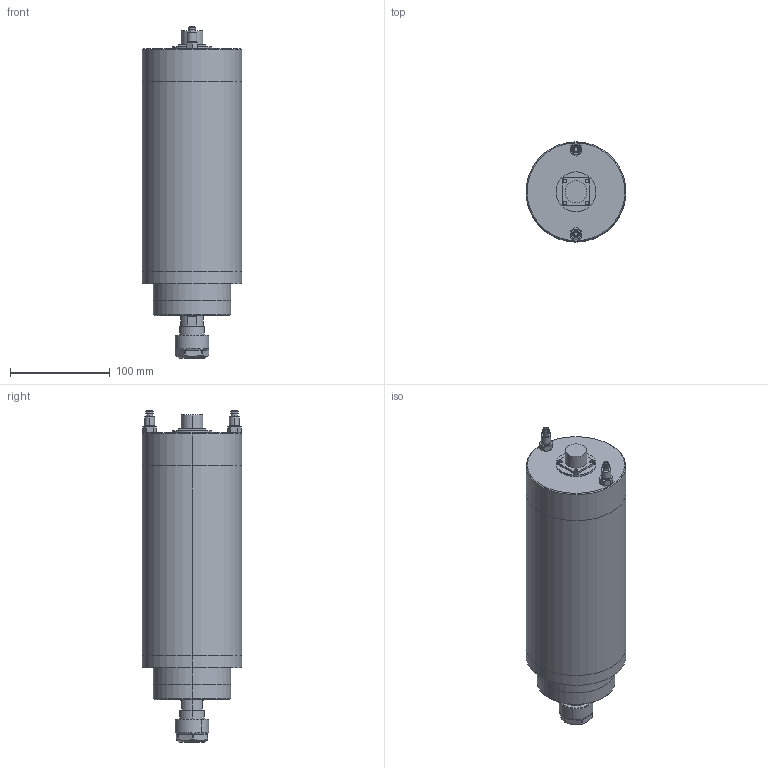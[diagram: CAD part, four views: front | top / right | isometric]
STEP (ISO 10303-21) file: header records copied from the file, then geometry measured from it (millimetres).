
FILE_DESCRIPTION (( 'STEP AP214' ), '1' );
FILE_NAME ('GDZ100-24Z-3.STEP', '2021-05-07T00:43:40', ( '萇齟' ), ( '' ), 'SwSTEP 2.0', 'SolidWorks 2018', '' );
FILE_SCHEMA (( 'AUTOMOTIVE_DESIGN' ));
Length unit declared in the file: millimetre
Products named in the file (11): ER20蹟簽; GDZ100-24Z-3.2滅鳥裔; GDZ100-24Z-3.2堤盄釱; GDZ100-24Z-3.2前螺母; ER20 粟俶芠標; 堤盄釱脣芛28x28; GDZ100-24Z-3.2粣創釱; GDZ100-24Z-3; GDZ100-24Z-3.2粣芛; 阨郲30.5ㄗM8ㄘ; GDZ100-24Z-3.2儂褲
Assembly tree (11 placements, depth 2):
  GDZ100-24Z-3
    GDZ100-24Z-3.2儂褲
    GDZ100-24Z-3.2堤盄釱
    GDZ100-24Z-3.2粣創釱
    GDZ100-24Z-3.2滅鳥裔
    GDZ100-24Z-3.2粣芛
    GDZ100-24Z-3.2前螺母
    ER20 粟俶芠標
    ER20蹟簽
    堤盄釱脣芛28x28
    阨郲30.5ㄗM8ㄘ  x2
Bounding box: 100 x 100 x 332.5 mm (x, y, z)
Volume: 1937673.3 mm3; surface area: 164654.5 mm2
Topology: 11 solids, 11 shells, 178 faces, 382 edges, 252 vertices
Faces by surface type: cylinder 88, plane 74, cone 16
Entity records: 4980 total; most frequent: CARTESIAN_POINT 1010, DIRECTION 800, ORIENTED_EDGE 644, AXIS2_PLACEMENT_3D 330, EDGE_CURVE 322, VERTEX_POINT 212, EDGE_LOOP 188, CIRCLE 166
